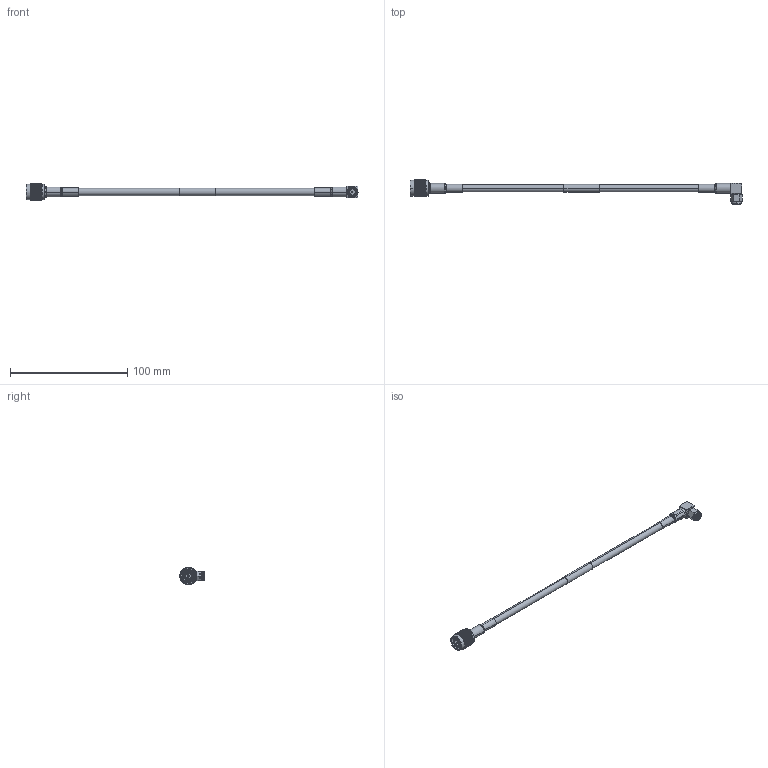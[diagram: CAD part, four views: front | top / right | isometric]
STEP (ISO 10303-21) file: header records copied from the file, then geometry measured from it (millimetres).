
FILE_DESCRIPTION (( 'STEP AP214' ), '1' );
FILE_NAME ('FMCA100255_3D.step', '2025-02-11T17:14:08', ( '' ), ( '' ), 'SwSTEP 2.0', 'SolidWorks 2022', '' );
FILE_SCHEMA (( 'AUTOMOTIVE_DESIGN' ));
Length unit declared in the file: inch
Products named in the file (4): PE44638^FMCA100255_with HS; LMR-240-UF^FMCA100255_WITH LABEL; FMCA100255_3D; PE44634^FMCA100255_WITH HS
Assembly tree (3 placements, depth 2):
  FMCA100255_3D
    LMR-240-UF^FMCA100255_WITH LABEL
    PE44638^FMCA100255_with HS
    PE44634^FMCA100255_WITH HS
Bounding box: 282.9 x 20.82 x 14.5 mm (x, y, z)
Volume: 9198 mm3; surface area: 11261 mm2
Topology: 2 solids, 10 shells, 3270 faces, 7030 edges, 3809 vertices
Faces by surface type: bspline 2326, cylinder 728, cone 108, plane 92, torus 16
Entity records: 116103 total; most frequent: CARTESIAN_POINT 70817, ORIENTED_EDGE 14049, EDGE_CURVE 7028, VERTEX_POINT 3809, DIRECTION 3458, EDGE_LOOP 3304, ADVANCED_FACE 3270, FACE_OUTER_BOUND 3270
